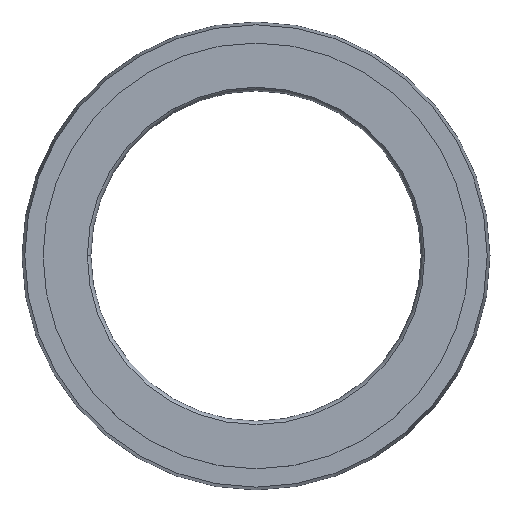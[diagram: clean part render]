
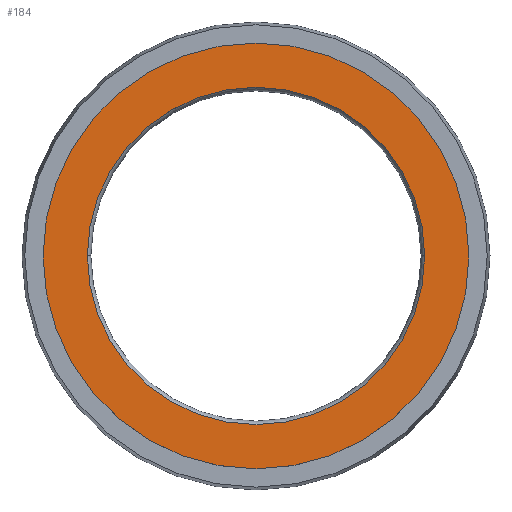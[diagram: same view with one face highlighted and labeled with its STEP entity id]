
A CAD part, top view. The second image highlights one B-rep face of the part: STEP entity #184.
In plain terms, the highlighted planar face has unit normal (0, 0, 1).
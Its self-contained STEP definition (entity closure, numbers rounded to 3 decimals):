
#25 = VERTEX_POINT ( 'NONE', #482 ) ;
#46 = DIRECTION ( 'NONE',  ( 1., 0., 0. ) ) ;
#84 = PLANE ( 'NONE',  #445 ) ;
#85 = VERTEX_POINT ( 'NONE', #310 ) ;
#95 = EDGE_LOOP ( 'NONE', ( #563, #334 ) ) ;
#102 = CARTESIAN_POINT ( 'NONE',  ( 0., 0., 0. ) ) ;
#134 = CARTESIAN_POINT ( 'NONE',  ( 0., 0., 0. ) ) ;
#136 = CARTESIAN_POINT ( 'NONE',  ( 0., 0., 0. ) ) ;
#161 = DIRECTION ( 'NONE',  ( 1., 0., 0. ) ) ;
#184 = ADVANCED_FACE ( 'NONE', ( #271, #527 ), #84, .F. ) ;
#187 = DIRECTION ( 'NONE',  ( 1., 0., 0. ) ) ;
#190 = DIRECTION ( 'NONE',  ( 0., 0., 1. ) ) ;
#200 = ORIENTED_EDGE ( 'NONE', *, *, #278, .T. ) ;
#207 = VERTEX_POINT ( 'NONE', #279 ) ;
#233 = DIRECTION ( 'NONE',  ( 0., 0., -1. ) ) ;
#239 = DIRECTION ( 'NONE',  ( 0., 0., 1. ) ) ;
#271 = FACE_BOUND ( 'NONE', #95, .T. ) ;
#278 = EDGE_CURVE ( 'NONE', #25, #601, #383, .T. ) ;
#279 = CARTESIAN_POINT ( 'NONE',  ( -12., 0., 0. ) ) ;
#310 = CARTESIAN_POINT ( 'NONE',  ( 12., 0., 0. ) ) ;
#312 = CIRCLE ( 'NONE', #380, 15.15 ) ;
#322 = EDGE_LOOP ( 'NONE', ( #467, #200 ) ) ;
#334 = ORIENTED_EDGE ( 'NONE', *, *, #348, .F. ) ;
#348 = EDGE_CURVE ( 'NONE', #207, #85, #531, .T. ) ;
#357 = AXIS2_PLACEMENT_3D ( 'NONE', #136, #190, #187 ) ;
#380 = AXIS2_PLACEMENT_3D ( 'NONE', #610, #569, #161 ) ;
#383 = CIRCLE ( 'NONE', #546, 15.15 ) ;
#407 = CARTESIAN_POINT ( 'NONE',  ( 15.15, 0., 0. ) ) ;
#426 = EDGE_CURVE ( 'NONE', #85, #207, #616, .T. ) ;
#445 = AXIS2_PLACEMENT_3D ( 'NONE', #134, #233, #597 ) ;
#467 = ORIENTED_EDGE ( 'NONE', *, *, #596, .T. ) ;
#482 = CARTESIAN_POINT ( 'NONE',  ( -15.15, 0., 0. ) ) ;
#527 = FACE_OUTER_BOUND ( 'NONE', #322, .T. ) ;
#531 = CIRCLE ( 'NONE', #562, 12. ) ;
#546 = AXIS2_PLACEMENT_3D ( 'NONE', #594, #239, #46 ) ;
#557 = DIRECTION ( 'NONE',  ( 0., 0., 1. ) ) ;
#562 = AXIS2_PLACEMENT_3D ( 'NONE', #102, #557, #605 ) ;
#563 = ORIENTED_EDGE ( 'NONE', *, *, #426, .F. ) ;
#569 = DIRECTION ( 'NONE',  ( 0., 0., 1. ) ) ;
#594 = CARTESIAN_POINT ( 'NONE',  ( 0., 0., 0. ) ) ;
#596 = EDGE_CURVE ( 'NONE', #601, #25, #312, .T. ) ;
#597 = DIRECTION ( 'NONE',  ( -1., 0., 0. ) ) ;
#601 = VERTEX_POINT ( 'NONE', #407 ) ;
#605 = DIRECTION ( 'NONE',  ( 1., 0., 0. ) ) ;
#610 = CARTESIAN_POINT ( 'NONE',  ( 0., 0., 0. ) ) ;
#616 = CIRCLE ( 'NONE', #357, 12. ) ;
